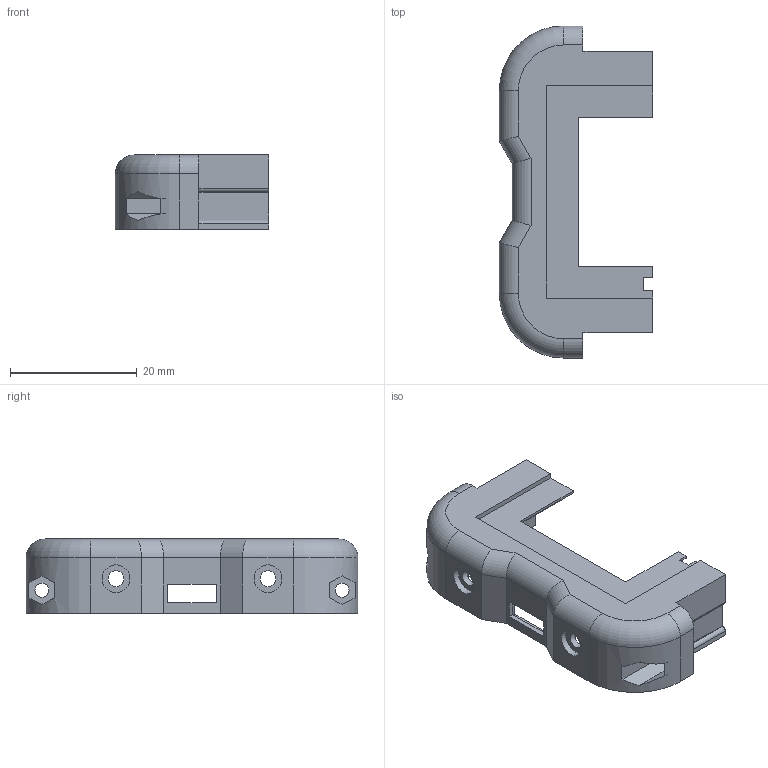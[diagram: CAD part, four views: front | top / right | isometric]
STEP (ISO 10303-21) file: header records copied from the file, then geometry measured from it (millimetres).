
FILE_DESCRIPTION(('FreeCAD Model'),'2;1');
FILE_NAME('TopLeft.step','2014-07-25T01:20:13',('FreeCAD'),( 'FreeCAD'),'Open CASCADE STEP processor 6.5','FreeCAD','Unknown');
FILE_SCHEMA(('AUTOMOTIVE_DESIGN_CC2 { 1 2 10303 214 -1 1 5 4 }'));
Length unit declared in the file: millimetre
Products named in the file (1): Open CASCADE STEP translator 6.5 3
Bounding box: 24.2 x 52.4 x 11.7 mm (x, y, z)
Volume: 3961.2 mm3; surface area: 4086.6 mm2
Topology: 1 solids, 1 shells, 200 faces, 520 edges, 331 vertices
Faces by surface type: plane 113, cylinder 65, torus 22
Full cylindrical faces by diameter (mm): 0.75 x2, 1.34 x2, 2.2 x2, 2.5 x2, 4.4 x2
Entity records: 13002 total; most frequent: CARTESIAN_POINT 2662, DIRECTION 1926, LINE 1160, VECTOR 1160, ORIENTED_EDGE 1040, PCURVE 1040, DEFINITIONAL_REPRESENTATION 1040, EDGE_CURVE 520
